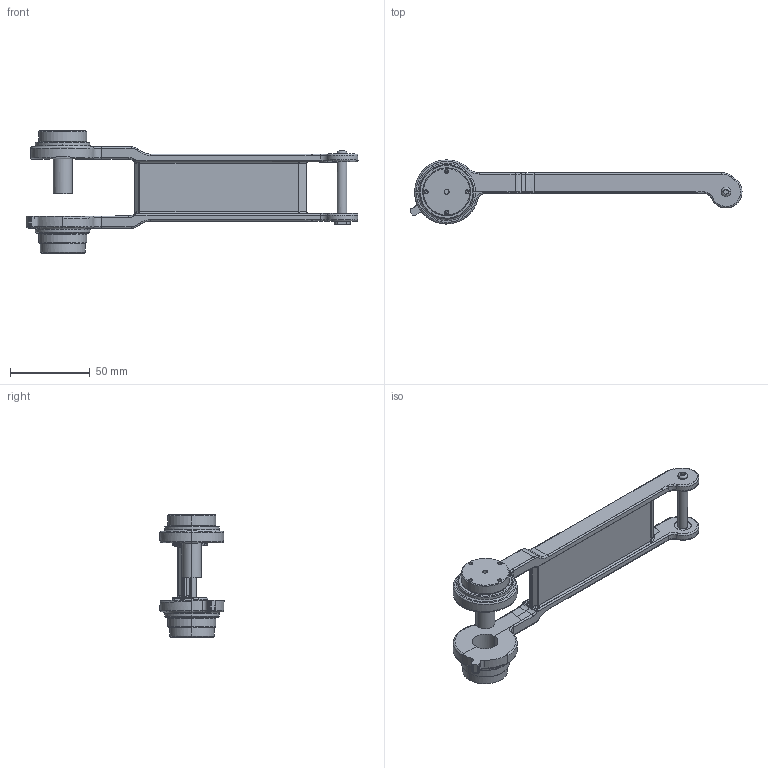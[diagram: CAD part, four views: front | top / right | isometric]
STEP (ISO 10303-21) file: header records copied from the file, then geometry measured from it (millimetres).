
FILE_DESCRIPTION(('FreeCAD Model'),'2;1');
FILE_NAME('Open CASCADE Shape Model','2024-08-05T12:26:27',('Author'),( ''),'Open CASCADE STEP processor 7.6','FreeCAD','Unknown');
FILE_SCHEMA(('AUTOMOTIVE_DESIGN { 1 0 10303 214 1 1 1 1 }'));
Length unit declared in the file: millimetre
Products named in the file (1): 2205006300202101160001_10___
Bounding box: 207.96 x 40.12 x 76.5 mm (x, y, z)
Volume: 86600.2 mm3; surface area: 29466.5 mm2
Topology: 1 solids, 1 shells, 404 faces, 1025 edges, 627 vertices
Faces by surface type: cylinder 144, bspline 103, plane 88, cone 67, revolution 2
Entity records: 21422 total; most frequent: CARTESIAN_POINT 13361, ORIENTED_EDGE 2010, DIRECTION 1135, EDGE_CURVE 1005, VERTEX_POINT 627, B_SPLINE_CURVE_WITH_KNOTS 529, FACE_BOUND 432, EDGE_LOOP 432
